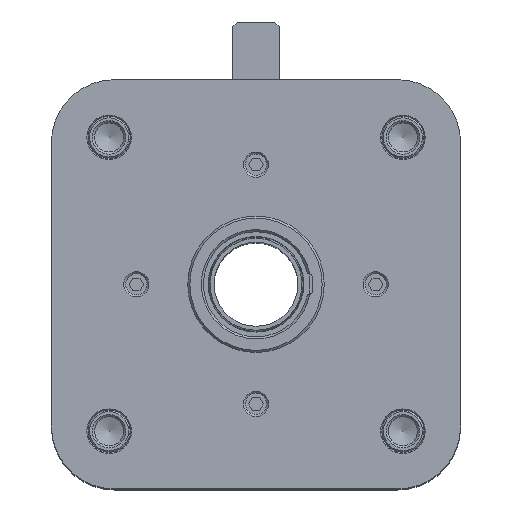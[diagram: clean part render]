
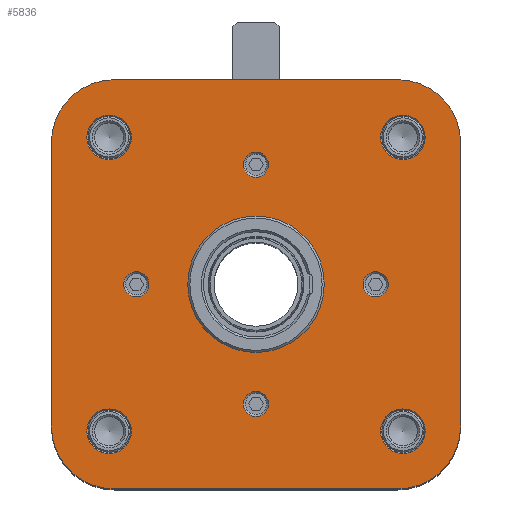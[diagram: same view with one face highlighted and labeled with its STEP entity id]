
A CAD part, top view. The second image highlights one B-rep face of the part: STEP entity #5836.
In plain terms, the highlighted planar face has unit normal (0, 0, 1).
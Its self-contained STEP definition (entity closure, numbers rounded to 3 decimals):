
#301=LINE('',#9460,#741);
#306=LINE('',#9474,#746);
#310=LINE('',#9486,#750);
#314=LINE('',#9498,#754);
#741=VECTOR('',#7421,1000.);
#746=VECTOR('',#7434,1000.);
#750=VECTOR('',#7446,1000.);
#754=VECTOR('',#7458,1000.);
#1039=PLANE('',#6377);
#1940=ORIENTED_EDGE('',*,*,#3298,.T.);
#1941=ORIENTED_EDGE('',*,*,#3299,.T.);
#1942=ORIENTED_EDGE('',*,*,#3300,.T.);
#1943=ORIENTED_EDGE('',*,*,#3301,.T.);
#1944=ORIENTED_EDGE('',*,*,#3302,.T.);
#1945=ORIENTED_EDGE('',*,*,#3303,.T.);
#1946=ORIENTED_EDGE('',*,*,#3304,.T.);
#1947=ORIENTED_EDGE('',*,*,#3305,.T.);
#1948=ORIENTED_EDGE('',*,*,#3306,.T.);
#1949=ORIENTED_EDGE('',*,*,#3276,.T.);
#1950=ORIENTED_EDGE('',*,*,#3280,.T.);
#1951=ORIENTED_EDGE('',*,*,#3283,.T.);
#1952=ORIENTED_EDGE('',*,*,#3286,.T.);
#1953=ORIENTED_EDGE('',*,*,#3289,.T.);
#1954=ORIENTED_EDGE('',*,*,#3292,.T.);
#1955=ORIENTED_EDGE('',*,*,#3295,.T.);
#1956=ORIENTED_EDGE('',*,*,#3297,.T.);
#3276=EDGE_CURVE('',#3979,#3978,#301,.T.);
#3280=EDGE_CURVE('',#3978,#3981,#4390,.T.);
#3283=EDGE_CURVE('',#3981,#3983,#306,.T.);
#3286=EDGE_CURVE('',#3983,#3985,#4392,.T.);
#3289=EDGE_CURVE('',#3985,#3987,#310,.T.);
#3292=EDGE_CURVE('',#3987,#3989,#4394,.T.);
#3295=EDGE_CURVE('',#3989,#3991,#314,.T.);
#3297=EDGE_CURVE('',#3991,#3979,#4396,.T.);
#3298=EDGE_CURVE('',#3992,#3992,#4397,.F.);
#3299=EDGE_CURVE('',#3993,#3993,#4398,.F.);
#3300=EDGE_CURVE('',#3994,#3994,#4399,.F.);
#3301=EDGE_CURVE('',#3995,#3995,#4400,.F.);
#3302=EDGE_CURVE('',#3996,#3996,#4401,.T.);
#3303=EDGE_CURVE('',#3997,#3997,#4402,.T.);
#3304=EDGE_CURVE('',#3998,#3998,#4403,.T.);
#3305=EDGE_CURVE('',#3999,#3999,#4404,.T.);
#3306=EDGE_CURVE('',#4000,#4000,#4405,.T.);
#3978=VERTEX_POINT('',#9459);
#3979=VERTEX_POINT('',#9461);
#3981=VERTEX_POINT('',#9467);
#3983=VERTEX_POINT('',#9473);
#3985=VERTEX_POINT('',#9479);
#3987=VERTEX_POINT('',#9485);
#3989=VERTEX_POINT('',#9491);
#3991=VERTEX_POINT('',#9497);
#3992=VERTEX_POINT('',#9504);
#3993=VERTEX_POINT('',#9506);
#3994=VERTEX_POINT('',#9508);
#3995=VERTEX_POINT('',#9510);
#3996=VERTEX_POINT('',#9512);
#3997=VERTEX_POINT('',#9514);
#3998=VERTEX_POINT('',#9516);
#3999=VERTEX_POINT('',#9518);
#4000=VERTEX_POINT('',#9520);
#4390=CIRCLE('',#6364,30.);
#4392=CIRCLE('',#6368,30.);
#4394=CIRCLE('',#6372,30.);
#4396=CIRCLE('',#6376,30.);
#4397=CIRCLE('',#6378,10.6);
#4398=CIRCLE('',#6379,10.6);
#4399=CIRCLE('',#6380,10.6);
#4400=CIRCLE('',#6381,10.6);
#4401=CIRCLE('',#6382,6.);
#4402=CIRCLE('',#6383,6.);
#4403=CIRCLE('',#6384,6.);
#4404=CIRCLE('',#6385,6.);
#4405=CIRCLE('',#6386,32.5);
#4661=EDGE_LOOP('',(#1940));
#4662=EDGE_LOOP('',(#1941));
#4663=EDGE_LOOP('',(#1942));
#4664=EDGE_LOOP('',(#1943));
#4665=EDGE_LOOP('',(#1944));
#4666=EDGE_LOOP('',(#1945));
#4667=EDGE_LOOP('',(#1946));
#4668=EDGE_LOOP('',(#1947));
#4669=EDGE_LOOP('',(#1948));
#4670=EDGE_LOOP('',(#1949,#1950,#1951,#1952,#1953,#1954,#1955,#1956));
#5212=FACE_BOUND('',#4661,.T.);
#5213=FACE_BOUND('',#4662,.T.);
#5214=FACE_BOUND('',#4663,.T.);
#5215=FACE_BOUND('',#4664,.T.);
#5216=FACE_BOUND('',#4665,.T.);
#5217=FACE_BOUND('',#4666,.T.);
#5218=FACE_BOUND('',#4667,.T.);
#5219=FACE_BOUND('',#4668,.T.);
#5220=FACE_BOUND('',#4669,.T.);
#5221=FACE_BOUND('',#4670,.T.);
#5836=ADVANCED_FACE('',(#5212,#5213,#5214,#5215,#5216,#5217,#5218,#5219,
#5220,#5221),#1039,.T.);
#6364=AXIS2_PLACEMENT_3D('',#9468,#7428,#7429);
#6368=AXIS2_PLACEMENT_3D('',#9480,#7440,#7441);
#6372=AXIS2_PLACEMENT_3D('',#9492,#7452,#7453);
#6376=AXIS2_PLACEMENT_3D('',#9501,#7463,#7464);
#6377=AXIS2_PLACEMENT_3D('',#9502,#7465,#7466);
#6378=AXIS2_PLACEMENT_3D('',#9503,#7467,#7468);
#6379=AXIS2_PLACEMENT_3D('',#9505,#7469,#7470);
#6380=AXIS2_PLACEMENT_3D('',#9507,#7471,#7472);
#6381=AXIS2_PLACEMENT_3D('',#9509,#7473,#7474);
#6382=AXIS2_PLACEMENT_3D('',#9511,#7475,#7476);
#6383=AXIS2_PLACEMENT_3D('',#9513,#7477,#7478);
#6384=AXIS2_PLACEMENT_3D('',#9515,#7479,#7480);
#6385=AXIS2_PLACEMENT_3D('',#9517,#7481,#7482);
#6386=AXIS2_PLACEMENT_3D('',#9519,#7483,#7484);
#7421=DIRECTION('',(0.,-1.,0.));
#7428=DIRECTION('',(0.,0.,1.));
#7429=DIRECTION('',(1.,0.,0.));
#7434=DIRECTION('',(1.,0.,0.));
#7440=DIRECTION('',(0.,0.,1.));
#7441=DIRECTION('',(1.,0.,0.));
#7446=DIRECTION('',(0.,1.,0.));
#7452=DIRECTION('',(0.,0.,1.));
#7453=DIRECTION('',(1.,0.,0.));
#7458=DIRECTION('',(-1.,0.,0.));
#7463=DIRECTION('',(0.,0.,1.));
#7464=DIRECTION('',(1.,0.,0.));
#7465=DIRECTION('',(0.,0.,1.));
#7466=DIRECTION('',(1.,0.,0.));
#7467=DIRECTION('',(0.,0.,1.));
#7468=DIRECTION('',(1.,0.,0.));
#7469=DIRECTION('',(0.,0.,1.));
#7470=DIRECTION('',(1.,0.,0.));
#7471=DIRECTION('',(0.,0.,1.));
#7472=DIRECTION('',(1.,0.,0.));
#7473=DIRECTION('',(0.,0.,1.));
#7474=DIRECTION('',(1.,0.,0.));
#7475=DIRECTION('',(0.,0.,-1.));
#7476=DIRECTION('',(-1.,0.,0.));
#7477=DIRECTION('',(0.,0.,-1.));
#7478=DIRECTION('',(-1.,0.,0.));
#7479=DIRECTION('',(0.,0.,-1.));
#7480=DIRECTION('',(-1.,0.,0.));
#7481=DIRECTION('',(0.,0.,-1.));
#7482=DIRECTION('',(-1.,0.,0.));
#7483=DIRECTION('',(0.,0.,-1.));
#7484=DIRECTION('',(-1.,0.,0.));
#9459=CARTESIAN_POINT('',(-97.5,-67.5,298.));
#9460=CARTESIAN_POINT('',(-97.5,67.5,298.));
#9461=CARTESIAN_POINT('',(-97.5,67.5,298.));
#9467=CARTESIAN_POINT('',(-67.5,-97.5,298.));
#9468=CARTESIAN_POINT('',(-67.5,-67.5,298.));
#9473=CARTESIAN_POINT('',(67.5,-97.5,298.));
#9474=CARTESIAN_POINT('',(-67.5,-97.5,298.));
#9479=CARTESIAN_POINT('',(97.5,-67.5,298.));
#9480=CARTESIAN_POINT('',(67.5,-67.5,298.));
#9485=CARTESIAN_POINT('',(97.5,67.5,298.));
#9486=CARTESIAN_POINT('',(97.5,-67.5,298.));
#9491=CARTESIAN_POINT('',(67.5,97.5,298.));
#9492=CARTESIAN_POINT('',(67.5,67.5,298.));
#9497=CARTESIAN_POINT('',(-67.5,97.5,298.));
#9498=CARTESIAN_POINT('',(67.5,97.5,298.));
#9501=CARTESIAN_POINT('',(-67.5,67.5,298.));
#9502=CARTESIAN_POINT('',(-67.5,-67.5,298.));
#9503=CARTESIAN_POINT('',(-70.,-70.,298.));
#9504=CARTESIAN_POINT('',(-59.4,-70.,298.));
#9505=CARTESIAN_POINT('',(-70.,70.,298.));
#9506=CARTESIAN_POINT('',(-59.4,70.,298.));
#9507=CARTESIAN_POINT('',(70.,-70.,298.));
#9508=CARTESIAN_POINT('',(80.6,-70.,298.));
#9509=CARTESIAN_POINT('',(70.,70.,298.));
#9510=CARTESIAN_POINT('',(80.6,70.,298.));
#9511=CARTESIAN_POINT('',(57.,0.,298.));
#9512=CARTESIAN_POINT('',(51.,0.,298.));
#9513=CARTESIAN_POINT('',(-57.,0.,298.));
#9514=CARTESIAN_POINT('',(-63.,0.,298.));
#9515=CARTESIAN_POINT('',(0.,-57.,298.));
#9516=CARTESIAN_POINT('',(-6.,-57.,298.));
#9517=CARTESIAN_POINT('',(0.,57.,298.));
#9518=CARTESIAN_POINT('',(-6.,57.,298.));
#9519=CARTESIAN_POINT('',(0.,0.,298.));
#9520=CARTESIAN_POINT('',(-32.5,0.,298.));
